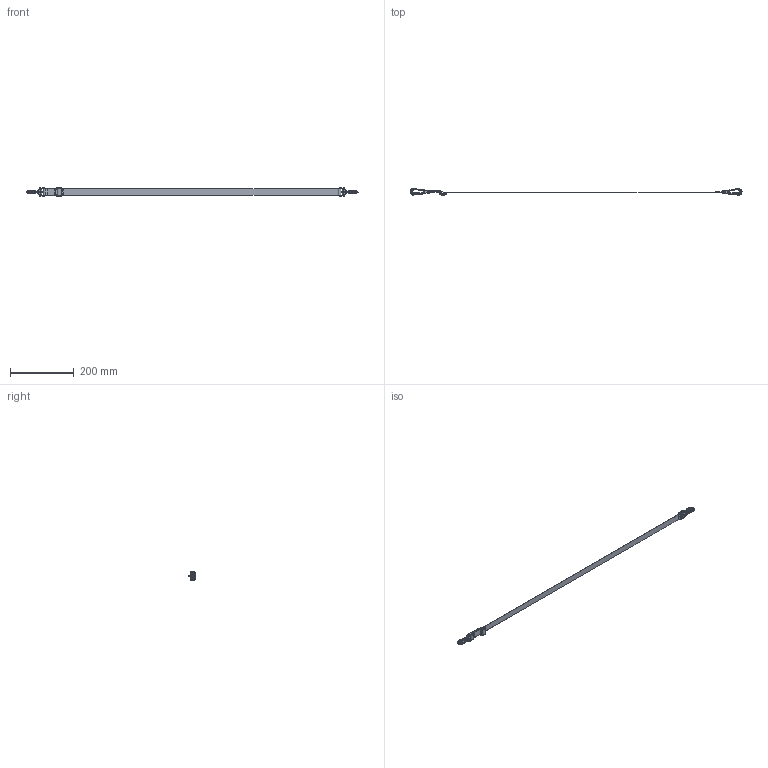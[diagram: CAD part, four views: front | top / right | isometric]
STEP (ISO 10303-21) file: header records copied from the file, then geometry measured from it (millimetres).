
FILE_DESCRIPTION((''),'2;1');
FILE_NAME('','2013-02-25T12:18:53',(''),(''),'','CADfix','');
FILE_SCHEMA(('AUTOMOTIVE_DESIGN { 1 0 10303 214 1 1 1 1 }'));
Bounding box: 1043.27 x 23.89 x 26.99 mm (x, y, z)
Volume: 27676.5 mm3; surface area: 54849 mm2
Topology: 2 solids, 4 shells, 733 faces, 1891 edges, 1138 vertices
Faces by surface type: bspline 733
Entity records: 34340 total; most frequent: CARTESIAN_POINT 23965, ORIENTED_EDGE 3742, EDGE_CURVE 1871, VERTEX_POINT 1138, EDGE_LOOP 733, FACE_OUTER_BOUND 733, ADVANCED_FACE 733, QUASI_UNIFORM_CURVE 679
